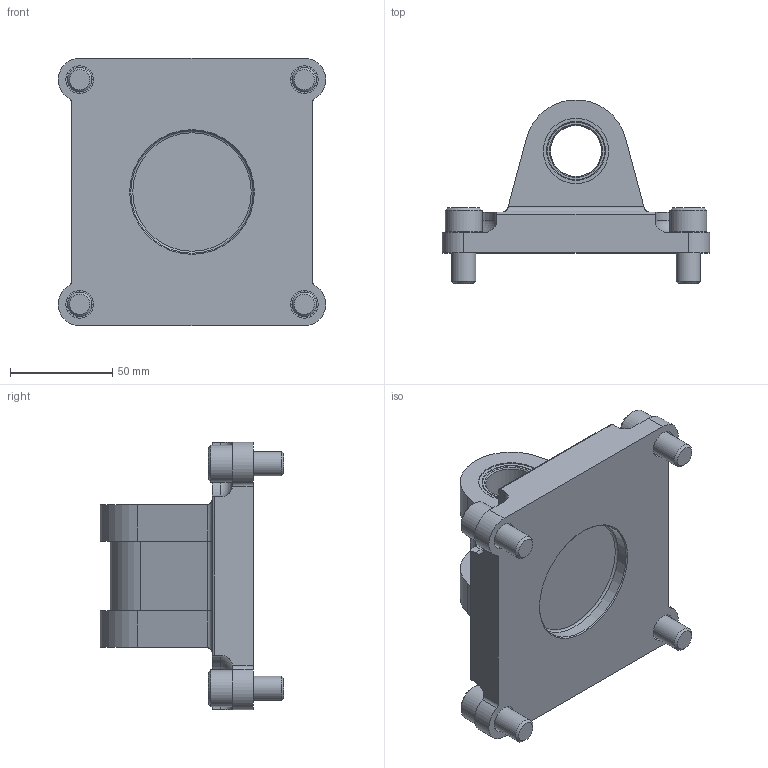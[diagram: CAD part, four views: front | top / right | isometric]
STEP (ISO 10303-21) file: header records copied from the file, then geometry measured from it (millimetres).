
FILE_DESCRIPTION(/* description */ ('STEP AP214'),/* implementation_level */ '2;1');
FILE_NAME(/* name */ '174410_SNCL-125',/* time_stamp */ '2024-09-11T12:31:05+02:00',/* author */ ('License CC BY-ND 4.0'),/* organization */ ('CADENAS'),/* preprocessor_version */ 'ST-DEVELOPER v19.3',/* originating_system */ 'PARTsolutions',/* authorisation */ ' ');
FILE_SCHEMA (('AUTOMOTIVE_DESIGN {1 0 10303 214 3 1 1}'));
Length unit declared in the file: millimetre
Products named in the file (3): 174410 SNCL-125; 687636 SNCL-125---(L); DIN-912 - M12x25(F)
Assembly tree (5 placements, depth 2):
  174410 SNCL-125
    687636 SNCL-125---(L)
    DIN-912 - M12x25(F)  x4
Bounding box: 130.93 x 89.9 x 131 mm (x, y, z)
Volume: 425110.8 mm3; surface area: 68584.8 mm2
Topology: 5 solids, 5 shells, 206 faces, 452 edges, 268 vertices
Faces by surface type: plane 95, cylinder 55, cone 51, torus 5
Full cylindrical faces by diameter (mm): 12 x4, 13.5 x4, 18 x4, 25 x2, 28 x3, 32 x2, 60 x1
Entity records: 4160 total; most frequent: DIRECTION 632, CARTESIAN_POINT 609, ORIENTED_EDGE 520, EDGE_CURVE 260, AXIS2_PLACEMENT_3D 254, VERTEX_POINT 179, FACE_BOUND 169, EDGE_LOOP 168
